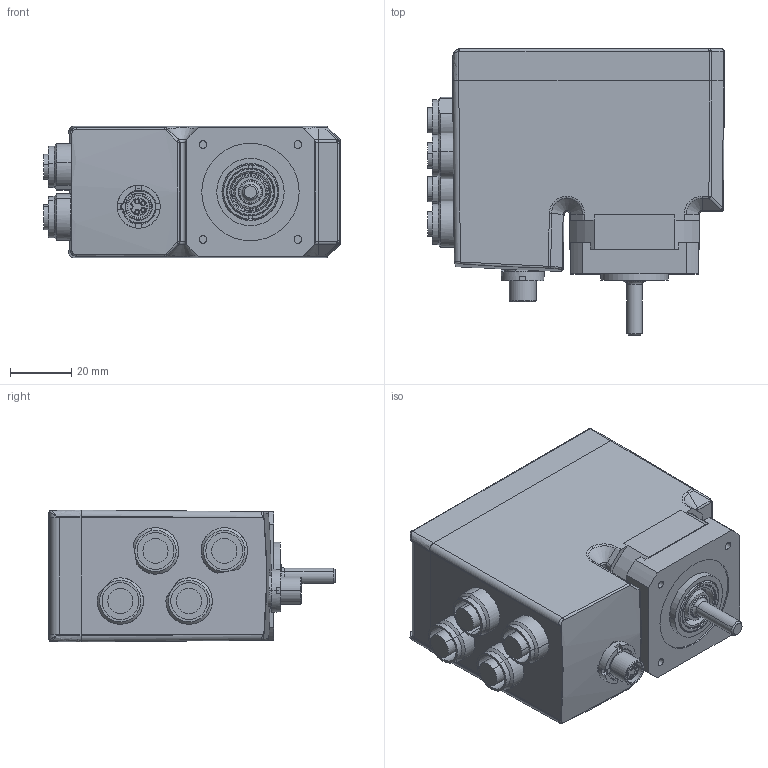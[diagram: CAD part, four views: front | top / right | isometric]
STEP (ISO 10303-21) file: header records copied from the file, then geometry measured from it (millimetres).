
FILE_DESCRIPTION (( 'STEP AP214' ), '1' );
FILE_NAME ('MIS171 Ø5 Radial STO 1_0.STEP', '2020-08-30T10:49:32', ( '' ), ( '' ), 'SwSTEP 2.0', 'SolidWorks 2018', '' );
FILE_SCHEMA (( 'AUTOMOTIVE_DESIGN' ));
Length unit declared in the file: millimetre
Products named in the file (2): MIS171 Ø5 Radial STO 1_0
Bounding box: 96.94 x 93.5 x 43.06 mm (x, y, z)
Volume: 265738.7 mm3; surface area: 33516.1 mm2
Topology: 3 solids, 4 shells, 529 faces, 1286 edges, 785 vertices
Faces by surface type: cylinder 203, plane 185, bspline 56, cone 52, torus 27, sphere 6
Entity records: 25561 total; most frequent: CARTESIAN_POINT 7981, ORIENTED_EDGE 2552, DIRECTION 2346, EDGE_CURVE 1276, AXIS2_PLACEMENT_3D 931, VERTEX_POINT 785, EDGE_LOOP 577, UNCERTAINTY_MEASURE_WITH_UNIT 534
